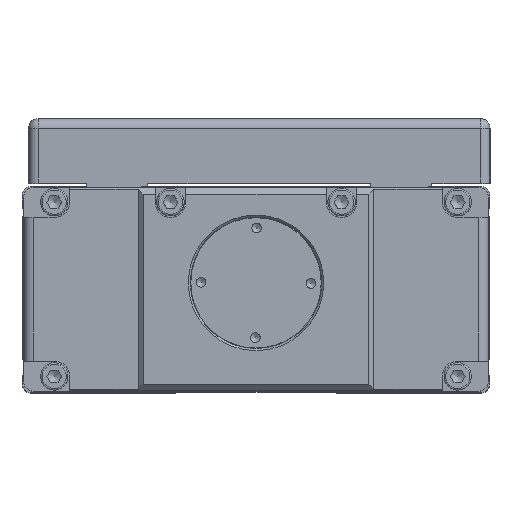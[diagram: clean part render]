
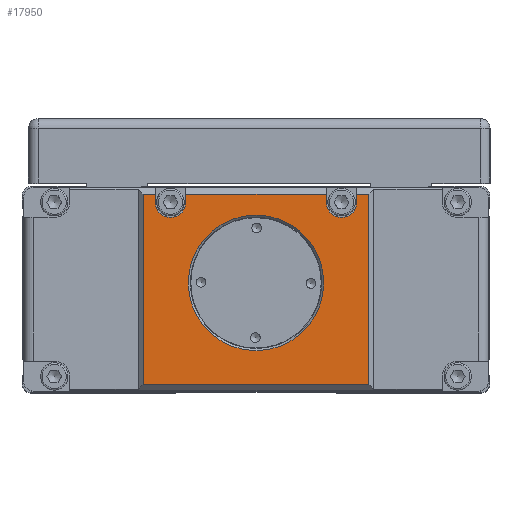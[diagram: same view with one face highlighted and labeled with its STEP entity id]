
A CAD part, top view. The second image highlights one B-rep face of the part: STEP entity #17950.
In plain terms, the highlighted face is planar.
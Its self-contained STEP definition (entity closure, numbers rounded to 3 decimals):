
#17810=CARTESIAN_POINT('',(-31.25,29.319,-45.));
#17811=VERTEX_POINT('',#17810);
#17818=CARTESIAN_POINT('',(-35.,29.319,-45.));
#17819=VERTEX_POINT('',#17818);
#17820=CARTESIAN_POINT('',(-31.25,29.319,-45.));
#17821=DIRECTION('',(-1.0,0.0,0.0));
#17822=VECTOR('',#17821,3.75);
#17823=LINE('',#17820,#17822);
#17824=EDGE_CURVE('',#17811,#17819,#17823,.T.);
#17843=CARTESIAN_POINT('',(-35.,-0.181,-45.));
#17844=DIRECTION('',(0.0,0.0,-1.0));
#17845=DIRECTION('',(0.0,-1.0,0.0));
#17846=AXIS2_PLACEMENT_3D('',#17843,#17844,#17845);
#17847=PLANE('',#17846);
#17848=ORIENTED_EDGE('',*,*,#17824,.F.);
#17849=CARTESIAN_POINT('',(-31.25,26.819,-45.));
#17850=VERTEX_POINT('',#17849);
#17851=CARTESIAN_POINT('',(-31.25,29.319,-45.));
#17852=DIRECTION('',(0.0,-1.0,0.0));
#17853=VECTOR('',#17852,2.5);
#17854=LINE('',#17851,#17853);
#17855=EDGE_CURVE('',#17811,#17850,#17854,.T.);
#17856=ORIENTED_EDGE('',*,*,#17855,.T.);
#17857=CARTESIAN_POINT('',(-21.75,26.819,-45.));
#17858=VERTEX_POINT('',#17857);
#17859=CARTESIAN_POINT('',(-26.5,26.819,-45.));
#17860=DIRECTION('',(0.0,0.0,1.0));
#17861=DIRECTION('',(-1.0,0.0,0.0));
#17862=AXIS2_PLACEMENT_3D('',#17859,#17860,#17861);
#17863=CIRCLE('',#17862,4.75);
#17864=EDGE_CURVE('',#17850,#17858,#17863,.T.);
#17865=ORIENTED_EDGE('',*,*,#17864,.T.);
#17866=CARTESIAN_POINT('',(-21.75,29.319,-45.));
#17867=VERTEX_POINT('',#17866);
#17868=CARTESIAN_POINT('',(-21.75,26.819,-45.));
#17869=DIRECTION('',(0.0,1.0,0.0));
#17870=VECTOR('',#17869,2.5);
#17871=LINE('',#17868,#17870);
#17872=EDGE_CURVE('',#17858,#17867,#17871,.T.);
#17873=ORIENTED_EDGE('',*,*,#17872,.T.);
#17874=CARTESIAN_POINT('',(21.75,29.319,-45.));
#17875=VERTEX_POINT('',#17874);
#17876=CARTESIAN_POINT('',(21.75,29.319,-45.));
#17877=DIRECTION('',(-1.0,0.0,0.0));
#17878=VECTOR('',#17877,43.5);
#17879=LINE('',#17876,#17878);
#17880=EDGE_CURVE('',#17875,#17867,#17879,.T.);
#17881=ORIENTED_EDGE('',*,*,#17880,.F.);
#17882=CARTESIAN_POINT('',(21.75,26.819,-45.));
#17883=VERTEX_POINT('',#17882);
#17884=CARTESIAN_POINT('',(21.75,29.319,-45.));
#17885=DIRECTION('',(0.0,-1.0,0.0));
#17886=VECTOR('',#17885,2.5);
#17887=LINE('',#17884,#17886);
#17888=EDGE_CURVE('',#17875,#17883,#17887,.T.);
#17889=ORIENTED_EDGE('',*,*,#17888,.T.);
#17890=CARTESIAN_POINT('',(31.25,26.819,-45.));
#17891=VERTEX_POINT('',#17890);
#17892=CARTESIAN_POINT('',(26.5,26.819,-45.));
#17893=DIRECTION('',(0.0,0.0,1.0));
#17894=DIRECTION('',(-1.0,0.0,0.0));
#17895=AXIS2_PLACEMENT_3D('',#17892,#17893,#17894);
#17896=CIRCLE('',#17895,4.75);
#17897=EDGE_CURVE('',#17883,#17891,#17896,.T.);
#17898=ORIENTED_EDGE('',*,*,#17897,.T.);
#17899=CARTESIAN_POINT('',(31.25,29.319,-45.));
#17900=VERTEX_POINT('',#17899);
#17901=CARTESIAN_POINT('',(31.25,26.819,-45.));
#17902=DIRECTION('',(0.0,1.0,0.0));
#17903=VECTOR('',#17902,2.5);
#17904=LINE('',#17901,#17903);
#17905=EDGE_CURVE('',#17891,#17900,#17904,.T.);
#17906=ORIENTED_EDGE('',*,*,#17905,.T.);
#17907=CARTESIAN_POINT('',(35.,29.319,-45.));
#17908=VERTEX_POINT('',#17907);
#17909=CARTESIAN_POINT('',(35.,29.319,-45.));
#17910=DIRECTION('',(-1.0,0.0,0.0));
#17911=VECTOR('',#17910,3.75);
#17912=LINE('',#17909,#17911);
#17913=EDGE_CURVE('',#17908,#17900,#17912,.T.);
#17914=ORIENTED_EDGE('',*,*,#17913,.F.);
#17915=CARTESIAN_POINT('',(35.,-29.681,-45.));
#17916=VERTEX_POINT('',#17915);
#17917=CARTESIAN_POINT('',(35.,-29.681,-45.));
#17918=DIRECTION('',(0.0,1.0,0.0));
#17919=VECTOR('',#17918,59.0);
#17920=LINE('',#17917,#17919);
#17921=EDGE_CURVE('',#17916,#17908,#17920,.T.);
#17922=ORIENTED_EDGE('',*,*,#17921,.F.);
#17923=CARTESIAN_POINT('',(-35.,-29.681,-45.));
#17924=VERTEX_POINT('',#17923);
#17925=CARTESIAN_POINT('',(-35.,-29.681,-45.));
#17926=DIRECTION('',(1.0,0.0,0.0));
#17927=VECTOR('',#17926,70.0);
#17928=LINE('',#17925,#17927);
#17929=EDGE_CURVE('',#17924,#17916,#17928,.T.);
#17930=ORIENTED_EDGE('',*,*,#17929,.F.);
#17931=CARTESIAN_POINT('',(-35.,-29.681,-45.));
#17932=DIRECTION('',(0.0,1.0,0.0));
#17933=VECTOR('',#17932,59.0);
#17934=LINE('',#17931,#17933);
#17935=EDGE_CURVE('',#17924,#17819,#17934,.T.);
#17936=ORIENTED_EDGE('',*,*,#17935,.T.);
#17937=EDGE_LOOP('',(#17848,#17856,#17865,#17873,#17881,#17889,#17898,#17906,#17914,#17922,#17930,#17936));
#17938=FACE_OUTER_BOUND('',#17937,.T.);
#17939=CARTESIAN_POINT('',(-20.988,1.819,-45.));
#17940=VERTEX_POINT('',#17939);
#17941=CARTESIAN_POINT('',(0.,1.819,-45.));
#17942=DIRECTION('',(0.0,0.0,-1.0));
#17943=DIRECTION('',(1.0,0.0,0.0));
#17944=AXIS2_PLACEMENT_3D('',#17941,#17942,#17943);
#17945=CIRCLE('',#17944,20.988);
#17946=EDGE_CURVE('',#17940,#17940,#17945,.T.);
#17947=ORIENTED_EDGE('',*,*,#17946,.F.);
#17948=EDGE_LOOP('',(#17947));
#17949=FACE_BOUND('',#17948,.T.);
#17950=ADVANCED_FACE('',(#17938,#17949),#17847,.T.);
